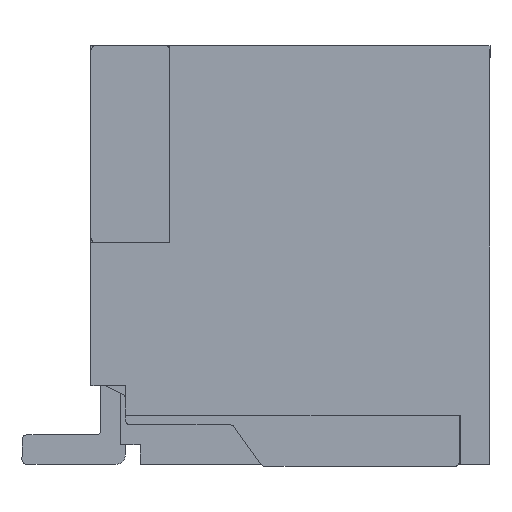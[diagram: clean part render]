
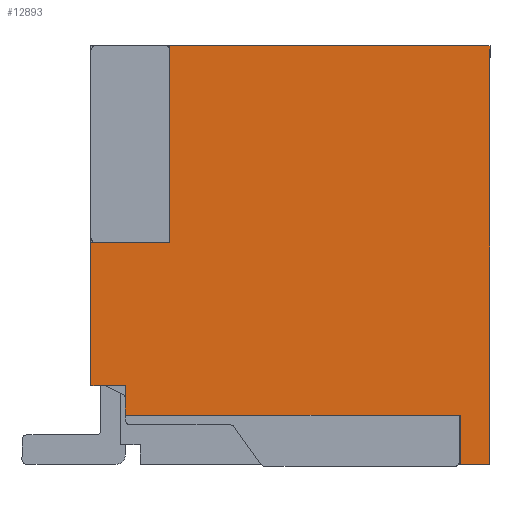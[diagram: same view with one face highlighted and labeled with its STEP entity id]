
A CAD part, left-side view. The second image highlights one B-rep face of the part: STEP entity #12893.
In plain terms, the highlighted planar face has unit normal (-1, 0, 0).
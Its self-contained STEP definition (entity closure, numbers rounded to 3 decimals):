
#216 = EDGE_CURVE ( 'NONE', #22058, #24607, #761, .T. ) ;
#761 = LINE ( 'NONE', #22596, #3478 ) ;
#951 = LINE ( 'NONE', #12409, #19380 ) ;
#1721 = CARTESIAN_POINT ( 'NONE',  ( -5.4, 5.275, 6.5 ) ) ;
#2053 = CARTESIAN_POINT ( 'NONE',  ( -5.4, 2.325, 4.75 ) ) ;
#2195 = CARTESIAN_POINT ( 'NONE',  ( -5.4, 5.725, 8.5 ) ) ;
#3137 = EDGE_CURVE ( 'NONE', #21487, #18831, #18277, .T. ) ;
#3264 = CARTESIAN_POINT ( 'NONE',  ( -5.4, 5.725, 5.05 ) ) ;
#3369 = CARTESIAN_POINT ( 'NONE',  ( -5.4, 4.05, 4.75 ) ) ;
#3386 = ORIENTED_EDGE ( 'NONE', *, *, #17323, .F. ) ;
#3478 = VECTOR ( 'NONE', #25219, 1000. ) ;
#3613 = VECTOR ( 'NONE', #26463, 1000. ) ;
#3895 = LINE ( 'NONE', #18217, #28984 ) ;
#4840 = CARTESIAN_POINT ( 'NONE',  ( -5.4, 6.075, 5.05 ) ) ;
#5065 = CARTESIAN_POINT ( 'NONE',  ( -5.4, 4.05, 5.05 ) ) ;
#5593 = VERTEX_POINT ( 'NONE', #2053 ) ;
#5892 = CARTESIAN_POINT ( 'NONE',  ( -5.4, 5.725, 4.75 ) ) ;
#7126 = VERTEX_POINT ( 'NONE', #9434 ) ;
#7153 = EDGE_CURVE ( 'NONE', #21487, #27812, #18454, .T. ) ;
#8671 = DIRECTION ( 'NONE',  ( 0., -1., 0. ) ) ;
#8894 = EDGE_CURVE ( 'NONE', #27812, #16352, #28789, .T. ) ;
#9434 = CARTESIAN_POINT ( 'NONE',  ( -5.4, 2.025, 4.25 ) ) ;
#9740 = CARTESIAN_POINT ( 'NONE',  ( -5.4, 6.075, 8.5 ) ) ;
#9948 = ORIENTED_EDGE ( 'NONE', *, *, #23575, .T. ) ;
#11042 = ORIENTED_EDGE ( 'NONE', *, *, #216, .T. ) ;
#11349 = ORIENTED_EDGE ( 'NONE', *, *, #7153, .T. ) ;
#11454 = EDGE_CURVE ( 'NONE', #24607, #18831, #3895, .T. ) ;
#11508 = EDGE_CURVE ( 'NONE', #18062, #16352, #27746, .T. ) ;
#11636 = CARTESIAN_POINT ( 'NONE',  ( -5.4, 5.275, 8.5 ) ) ;
#11847 = VECTOR ( 'NONE', #21409, 1000. ) ;
#12344 = AXIS2_PLACEMENT_3D ( 'NONE', #27522, #17996, #15681 ) ;
#12409 = CARTESIAN_POINT ( 'NONE',  ( -5.4, 2.025, 8.5 ) ) ;
#12665 = ORIENTED_EDGE ( 'NONE', *, *, #11454, .T. ) ;
#12893 = ADVANCED_FACE ( 'NONE', ( #29234 ), #17539, .T. ) ;
#13044 = ORIENTED_EDGE ( 'NONE', *, *, #3137, .F. ) ;
#13589 = LINE ( 'NONE', #22742, #21022 ) ;
#13643 = LINE ( 'NONE', #30176, #24398 ) ;
#13718 = EDGE_CURVE ( 'NONE', #5593, #18062, #29395, .T. ) ;
#14179 = DIRECTION ( 'NONE',  ( 0., 0., -1. ) ) ;
#15206 = ORIENTED_EDGE ( 'NONE', *, *, #8894, .T. ) ;
#15612 = DIRECTION ( 'NONE',  ( 0., 0., -1. ) ) ;
#15681 = DIRECTION ( 'NONE',  ( 0., 1., 0. ) ) ;
#16352 = VERTEX_POINT ( 'NONE', #3264 ) ;
#16718 = ORIENTED_EDGE ( 'NONE', *, *, #21949, .T. ) ;
#16909 = VECTOR ( 'NONE', #8671, 1000. ) ;
#17323 = EDGE_CURVE ( 'NONE', #22642, #5593, #13643, .T. ) ;
#17539 = PLANE ( 'NONE',  #12344 ) ;
#17996 = DIRECTION ( 'NONE',  ( -1., 0., 0. ) ) ;
#18062 = VERTEX_POINT ( 'NONE', #5892 ) ;
#18100 = ORIENTED_EDGE ( 'NONE', *, *, #11508, .F. ) ;
#18217 = CARTESIAN_POINT ( 'NONE',  ( -5.4, 5.275, 8.5 ) ) ;
#18277 = LINE ( 'NONE', #24900, #16909 ) ;
#18440 = VECTOR ( 'NONE', #14179, 1000. ) ;
#18454 = LINE ( 'NONE', #9740, #18440 ) ;
#18831 = VERTEX_POINT ( 'NONE', #1721 ) ;
#19380 = VECTOR ( 'NONE', #26026, 1000. ) ;
#20138 = CARTESIAN_POINT ( 'NONE',  ( -5.4, 2.025, 8.5 ) ) ;
#21022 = VECTOR ( 'NONE', #25210, 1000. ) ;
#21409 = DIRECTION ( 'NONE',  ( 0., 0., 1. ) ) ;
#21487 = VERTEX_POINT ( 'NONE', #23444 ) ;
#21949 = EDGE_CURVE ( 'NONE', #22642, #7126, #13589, .T. ) ;
#22058 = VERTEX_POINT ( 'NONE', #20138 ) ;
#22410 = ORIENTED_EDGE ( 'NONE', *, *, #13718, .F. ) ;
#22596 = CARTESIAN_POINT ( 'NONE',  ( -5.4, 4.05, 8.5 ) ) ;
#22642 = VERTEX_POINT ( 'NONE', #23096 ) ;
#22647 = DIRECTION ( 'NONE',  ( 0., 0., 1. ) ) ;
#22742 = CARTESIAN_POINT ( 'NONE',  ( -5.4, 4.05, 4.25 ) ) ;
#23096 = CARTESIAN_POINT ( 'NONE',  ( -5.4, 2.325, 4.25 ) ) ;
#23444 = CARTESIAN_POINT ( 'NONE',  ( -5.4, 6.075, 6.5 ) ) ;
#23575 = EDGE_CURVE ( 'NONE', #7126, #22058, #951, .T. ) ;
#24398 = VECTOR ( 'NONE', #22647, 1000. ) ;
#24607 = VERTEX_POINT ( 'NONE', #11636 ) ;
#24900 = CARTESIAN_POINT ( 'NONE',  ( -5.4, 4.05, 6.5 ) ) ;
#25210 = DIRECTION ( 'NONE',  ( 0., -1., 0. ) ) ;
#25219 = DIRECTION ( 'NONE',  ( 0., 1., 0. ) ) ;
#26026 = DIRECTION ( 'NONE',  ( 0., 0., 1. ) ) ;
#26065 = VECTOR ( 'NONE', #28477, 1000. ) ;
#26463 = DIRECTION ( 'NONE',  ( 0., 1., 0. ) ) ;
#27522 = CARTESIAN_POINT ( 'NONE',  ( -5.4, 4.05, 8.5 ) ) ;
#27746 = LINE ( 'NONE', #2195, #11847 ) ;
#27812 = VERTEX_POINT ( 'NONE', #4840 ) ;
#28477 = DIRECTION ( 'NONE',  ( 0., -1., 0. ) ) ;
#28789 = LINE ( 'NONE', #5065, #26065 ) ;
#28984 = VECTOR ( 'NONE', #15612, 1000. ) ;
#29234 = FACE_OUTER_BOUND ( 'NONE', #30259, .T. ) ;
#29395 = LINE ( 'NONE', #3369, #3613 ) ;
#30176 = CARTESIAN_POINT ( 'NONE',  ( -5.4, 2.325, 8.5 ) ) ;
#30259 = EDGE_LOOP ( 'NONE', ( #11042, #12665, #13044, #11349, #15206, #18100, #22410, #3386, #16718, #9948 ) ) ;
